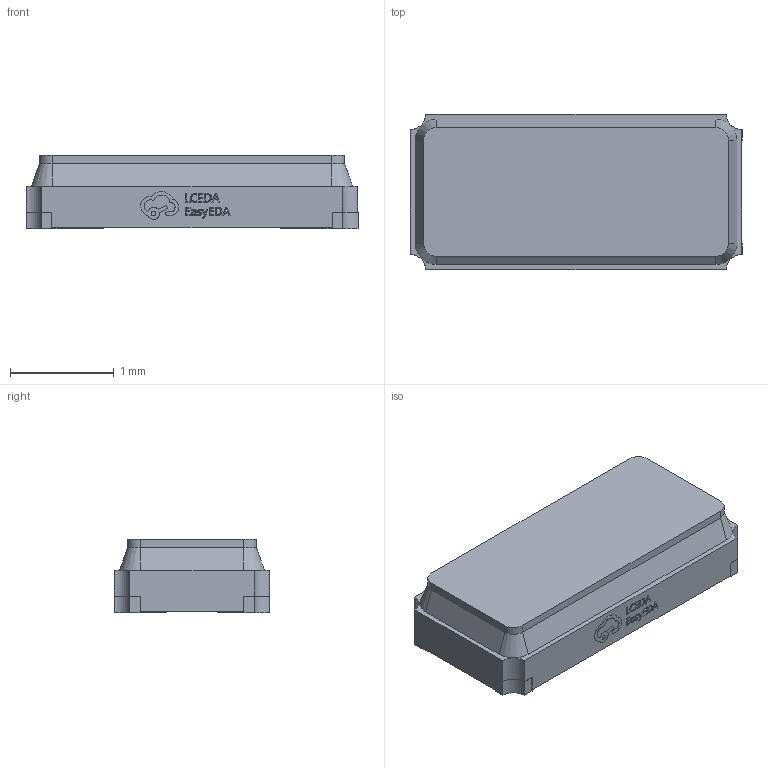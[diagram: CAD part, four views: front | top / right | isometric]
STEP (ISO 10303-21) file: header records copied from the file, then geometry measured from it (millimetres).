
FILE_DESCRIPTION (( 'STEP AP214' ), '1' );
FILE_NAME ('OSC-SMD_4P-L3.2-W1.5-BL.step', '2022-07-07T03:19:17', ( '' ), ( '' ), 'SwSTEP 2.0', 'SolidWorks 2020', '' );
FILE_SCHEMA (( 'AUTOMOTIVE_DESIGN' ));
Length unit declared in the file: millimetre
Products named in the file (1): OSC-SMD_4P-L3.2-W1.5-BL
Bounding box: 3.2 x 1.5 x 0.71 mm (x, y, z)
Volume: 3.1 mm3; surface area: 15.2 mm2
Topology: 1 solids, 1 shells, 357 faces, 976 edges, 648 vertices
Faces by surface type: plane 227, bspline 112, cylinder 14, cone 4
Entity records: 15724 total; most frequent: CARTESIAN_POINT 4086, ORIENTED_EDGE 1952, DIRECTION 1272, EDGE_CURVE 976, VECTOR 716, LINE 716, VERTEX_POINT 648, EDGE_LOOP 384
